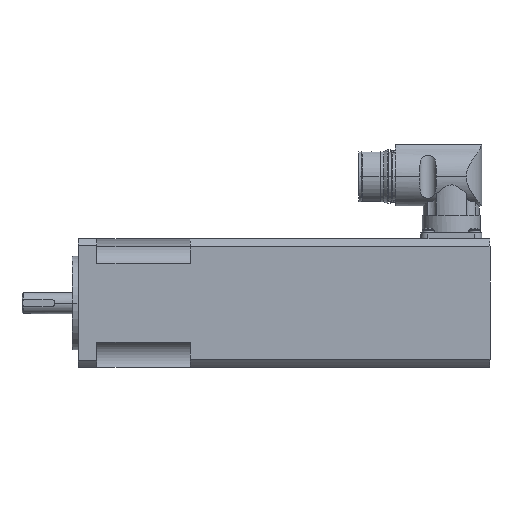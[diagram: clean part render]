
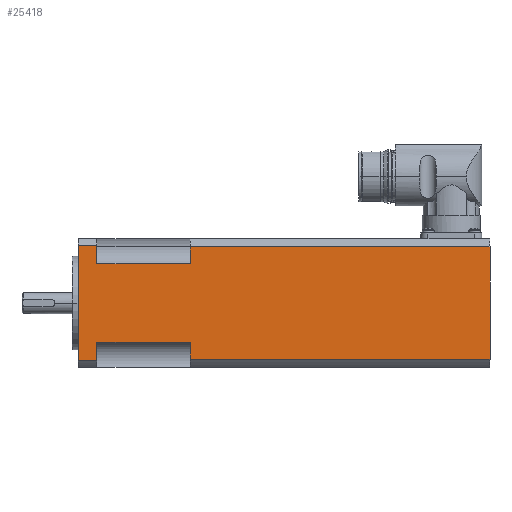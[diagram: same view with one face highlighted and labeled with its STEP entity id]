
A CAD part, front view. The second image highlights one B-rep face of the part: STEP entity #25418.
In plain terms, the highlighted planar face has unit normal (0, -1, 0).
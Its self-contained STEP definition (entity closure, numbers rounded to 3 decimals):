
#175=CARTESIAN_POINT('',(748.264,484.604,16.828));
#176=VERTEX_POINT('',#175);
#184=CARTESIAN_POINT('',(788.264,484.604,16.828));
#185=VERTEX_POINT('',#184);
#186=CARTESIAN_POINT('',(788.264,484.604,16.828));
#187=DIRECTION('',(-1.0,0.,0.));
#188=VECTOR('',#187,40.);
#189=LINE('',#186,#188);
#190=EDGE_CURVE('',#185,#176,#189,.T.);
#24686=CARTESIAN_POINT('',(748.264,484.604,-24.754));
#24687=VERTEX_POINT('',#24686);
#24702=CARTESIAN_POINT('',(748.264,484.604,-16.828));
#24703=VERTEX_POINT('',#24702);
#24711=CARTESIAN_POINT('',(748.264,484.604,-24.754));
#24712=DIRECTION('',(0.0,0.0,1.0));
#24713=VECTOR('',#24712,7.926);
#24714=LINE('',#24711,#24713);
#24715=EDGE_CURVE('',#24687,#24703,#24714,.T.);
#24749=CARTESIAN_POINT('',(740.264,484.604,24.754));
#24750=VERTEX_POINT('',#24749);
#24800=CARTESIAN_POINT('',(740.264,484.604,-24.754));
#24801=VERTEX_POINT('',#24800);
#24809=CARTESIAN_POINT('',(740.264,484.604,24.754));
#24810=DIRECTION('',(0.0,0.0,-1.0));
#24811=VECTOR('',#24810,49.508);
#24812=LINE('',#24809,#24811);
#24813=EDGE_CURVE('',#24750,#24801,#24812,.T.);
#24919=CARTESIAN_POINT('',(748.264,484.604,24.754));
#24920=VERTEX_POINT('',#24919);
#24930=CARTESIAN_POINT('',(748.264,484.604,16.828));
#24931=DIRECTION('',(0.0,0.0,1.0));
#24932=VECTOR('',#24931,7.926);
#24933=LINE('',#24930,#24932);
#24934=EDGE_CURVE('',#176,#24920,#24933,.T.);
#25320=CARTESIAN_POINT('',(748.264,484.604,-24.754));
#25321=DIRECTION('',(-1.0,0.,0.0));
#25322=VECTOR('',#25321,8.);
#25323=LINE('',#25320,#25322);
#25324=EDGE_CURVE('',#24687,#24801,#25323,.T.);
#25342=CARTESIAN_POINT('',(740.264,484.604,24.754));
#25343=DIRECTION('',(1.0,0.,0.0));
#25344=VECTOR('',#25343,8.);
#25345=LINE('',#25342,#25344);
#25346=EDGE_CURVE('',#24750,#24920,#25345,.T.);
#25359=CARTESIAN_POINT('',(740.264,484.604,-44.));
#25360=DIRECTION('',(0.,-1.0,0.));
#25361=DIRECTION('',(0.0,0.0,-1.0));
#25362=AXIS2_PLACEMENT_3D('',#25359,#25360,#25361);
#25363=PLANE('',#25362);
#25364=ORIENTED_EDGE('',*,*,#25346,.F.);
#25365=ORIENTED_EDGE('',*,*,#24813,.T.);
#25366=ORIENTED_EDGE('',*,*,#25324,.F.);
#25367=ORIENTED_EDGE('',*,*,#24715,.T.);
#25368=CARTESIAN_POINT('',(788.264,484.604,-16.828));
#25369=VERTEX_POINT('',#25368);
#25370=CARTESIAN_POINT('',(748.264,484.604,-16.828));
#25371=DIRECTION('',(1.0,0.,0.));
#25372=VECTOR('',#25371,40.);
#25373=LINE('',#25370,#25372);
#25374=EDGE_CURVE('',#24703,#25369,#25373,.T.);
#25375=ORIENTED_EDGE('',*,*,#25374,.T.);
#25376=CARTESIAN_POINT('',(788.264,484.604,-24.));
#25377=VERTEX_POINT('',#25376);
#25378=CARTESIAN_POINT('',(788.264,484.604,-16.828));
#25379=DIRECTION('',(0.,0.,-1.0));
#25380=VECTOR('',#25379,7.172);
#25381=LINE('',#25378,#25380);
#25382=EDGE_CURVE('',#25369,#25377,#25381,.T.);
#25383=ORIENTED_EDGE('',*,*,#25382,.T.);
#25384=CARTESIAN_POINT('',(916.264,484.604,-24.));
#25385=VERTEX_POINT('',#25384);
#25386=CARTESIAN_POINT('',(788.264,484.604,-24.));
#25387=DIRECTION('',(1.0,0.,0.));
#25388=VECTOR('',#25387,128.);
#25389=LINE('',#25386,#25388);
#25390=EDGE_CURVE('',#25377,#25385,#25389,.T.);
#25391=ORIENTED_EDGE('',*,*,#25390,.T.);
#25392=CARTESIAN_POINT('',(916.264,484.604,24.));
#25393=VERTEX_POINT('',#25392);
#25394=CARTESIAN_POINT('',(916.264,484.604,-24.));
#25395=DIRECTION('',(0.0,0.0,1.0));
#25396=VECTOR('',#25395,48.);
#25397=LINE('',#25394,#25396);
#25398=EDGE_CURVE('',#25385,#25393,#25397,.T.);
#25399=ORIENTED_EDGE('',*,*,#25398,.T.);
#25400=CARTESIAN_POINT('',(788.264,484.604,24.));
#25401=VERTEX_POINT('',#25400);
#25402=CARTESIAN_POINT('',(916.264,484.604,24.));
#25403=DIRECTION('',(-1.0,0.,0.));
#25404=VECTOR('',#25403,128.);
#25405=LINE('',#25402,#25404);
#25406=EDGE_CURVE('',#25393,#25401,#25405,.T.);
#25407=ORIENTED_EDGE('',*,*,#25406,.T.);
#25408=CARTESIAN_POINT('',(788.264,484.604,24.));
#25409=DIRECTION('',(0.,0.,-1.));
#25410=VECTOR('',#25409,7.172);
#25411=LINE('',#25408,#25410);
#25412=EDGE_CURVE('',#25401,#185,#25411,.T.);
#25413=ORIENTED_EDGE('',*,*,#25412,.T.);
#25414=ORIENTED_EDGE('',*,*,#190,.T.);
#25415=ORIENTED_EDGE('',*,*,#24934,.T.);
#25416=EDGE_LOOP('',(#25364,#25365,#25366,#25367,#25375,#25383,#25391,#25399,#25407,#25413,#25414,#25415));
#25417=FACE_OUTER_BOUND('',#25416,.T.);
#25418=ADVANCED_FACE('',(#25417),#25363,.T.);
